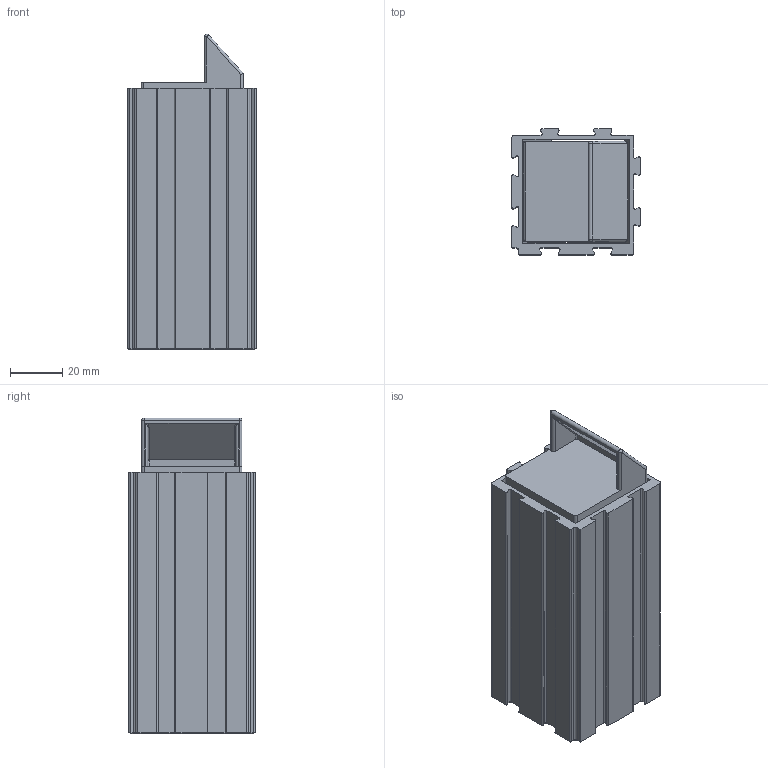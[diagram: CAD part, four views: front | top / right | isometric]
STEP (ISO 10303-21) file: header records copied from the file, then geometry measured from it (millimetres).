
FILE_DESCRIPTION(/* description */ (''),/* implementation_level */ '2;1');
FILE_NAME(/* name */ 'Print in Place Extensible Drawer (PiPED) v3.step',/* time_stamp */ '2024-01-05T14:56:50-10:00',/* author */ (''),/* organization */ (''),/* preprocessor_version */ 'ST-DEVELOPER v20',/* originating_system */ 'Autodesk Translation Framework v12.14.0.127',/* authorisation */ '');
FILE_SCHEMA (('AUTOMOTIVE_DESIGN { 1 0 10303 214 3 1 1 }'));
Length unit declared in the file: millimetre
Products named in the file (2): Print in Place Extensible Drawer (PiPED); Drawer
Assembly tree (1 placements, depth 2):
  Print in Place Extensible Drawer (PiPED)
    Drawer
Bounding box: 49 x 48.2 x 120.79 mm (x, y, z)
Volume: 129721.4 mm3; surface area: 66285.2 mm2
Topology: 2 solids, 2 shells, 255 faces, 629 edges, 356 vertices
Faces by surface type: plane 126, cylinder 77, cone 42, bspline 8, sphere 2
Entity records: 7428 total; most frequent: CARTESIAN_POINT 1446, DIRECTION 1269, ORIENTED_EDGE 1214, EDGE_CURVE 607, LINE 437, VECTOR 437, AXIS2_PLACEMENT_3D 416, VERTEX_POINT 356
